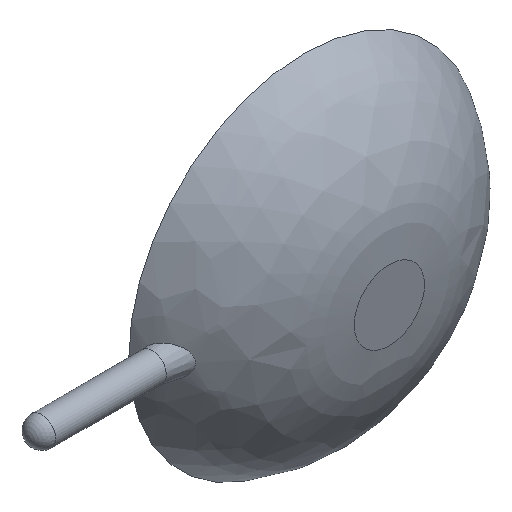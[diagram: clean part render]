
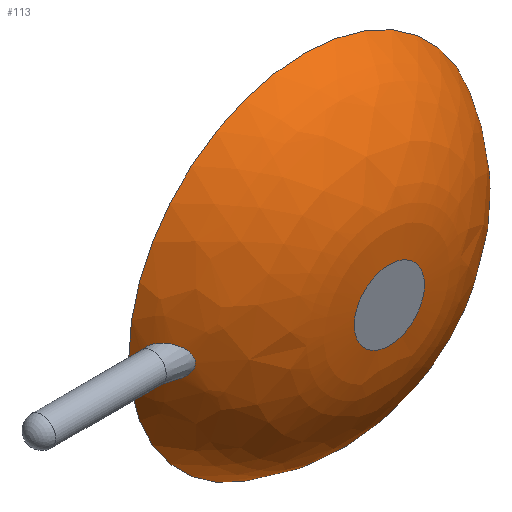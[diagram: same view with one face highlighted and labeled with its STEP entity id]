
A CAD part, isometric view. The second image highlights one B-rep face of the part: STEP entity #113.
In plain terms, the highlighted free-form (B-spline) face has degree [2, 2] with [3, 9] control points.
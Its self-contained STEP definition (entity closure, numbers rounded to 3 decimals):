
#16=(
BOUNDED_CURVE()
B_SPLINE_CURVE(2,(#264,#265,#266),.UNSPECIFIED.,.F.,.F.)
B_SPLINE_CURVE_WITH_KNOTS((3,3),(0.483,1.571),
 .UNSPECIFIED.)
CURVE()
GEOMETRIC_REPRESENTATION_ITEM()
RATIONAL_B_SPLINE_CURVE((1.,0.856,1.))
REPRESENTATION_ITEM($)
);
#18=(
BOUNDED_SURFACE()
B_SPLINE_SURFACE(2,2,((#230,#231,#232,#233,#234,#235,#236,#237,#238),(#239,
#240,#241,#242,#243,#244,#245,#246,#247),(#248,#249,#250,#251,#252,#253,
#254,#255,#256)),.UNSPECIFIED.,.F.,.T.,.F.)
B_SPLINE_SURFACE_WITH_KNOTS((3,3),(3,2,2,2,3),(-1.571,-0.483),
(-3.142,-1.571,0.,1.571,3.142),
 .UNSPECIFIED.)
GEOMETRIC_REPRESENTATION_ITEM()
RATIONAL_B_SPLINE_SURFACE(((1.,0.707,1.,0.707,1.,
0.707,1.,0.707,1.),(0.856,0.605,
0.856,0.605,0.856,0.605,
0.856,0.605,0.856),(1.,0.707,
1.,0.707,1.,0.707,1.,0.707,1.)))
REPRESENTATION_ITEM($)
SURFACE()
);
#22=FACE_BOUND($,#37,.T.);
#23=FACE_BOUND($,#38,.T.);
#37=EDGE_LOOP($,(#88,#89));
#38=EDGE_LOOP($,(#90,#91,#92,#93,#94,#95));
#48=CIRCLE($,#127,200.);
#49=CIRCLE($,#128,200.);
#50=CIRCLE($,#129,40.);
#51=CIRCLE($,#130,40.);
#55=B_SPLINE_CURVE_WITH_KNOTS($,3,(#176,#177,#178,#179,#180,#181,#182,#183,
#184,#185,#186,#187,#188,#189,#190,#191,#192,#193,#194,#195,#196,#197,#198,
#199,#200,#201,#202,#203,#204,#205,#206,#207,#208,#209,#210,#211,#212,#213,
#214,#215,#216,#217,#218,#219),.UNSPECIFIED.,.F.,.F.,(4,2,2,2,2,2,2,2,2,
2,2,2,2,2,2,2,2,2,2,2,2,4),(-12.317,-12.007,-11.486,
-10.757,-9.954,-8.813,-7.911,
-7.256,-6.772,-6.418,-6.259,
-6.142,-6.02,-5.839,-5.394,
-4.766,-3.882,-2.743,-1.825,
-1.114,-0.553,0.),.UNSPECIFIED.);
#56=B_SPLINE_CURVE_WITH_KNOTS($,3,(#257,#258,#259,#260,#261,#262),
 .UNSPECIFIED.,.F.,.F.,(4,2,4),(-0.717,-0.364,0.),
 .UNSPECIFIED.);
#57=VERTEX_POINT($,#174);
#58=VERTEX_POINT($,#175);
#61=VERTEX_POINT($,#226);
#62=VERTEX_POINT($,#227);
#63=VERTEX_POINT($,#263);
#64=VERTEX_POINT($,#267);
#68=EDGE_CURVE($,#57,#58,#55,.T.);
#72=EDGE_CURVE($,#61,#62,#48,.T.);
#73=EDGE_CURVE($,#62,#61,#49,.T.);
#74=EDGE_CURVE($,#58,#57,#56,.T.);
#75=EDGE_CURVE($,#62,#63,#16,.T.);
#76=EDGE_CURVE($,#63,#64,#50,.T.);
#77=EDGE_CURVE($,#64,#63,#51,.T.);
#88=ORIENTED_EDGE($,*,*,#68,.T.);
#89=ORIENTED_EDGE($,*,*,#74,.T.);
#90=ORIENTED_EDGE($,*,*,#72,.F.);
#91=ORIENTED_EDGE($,*,*,#73,.F.);
#92=ORIENTED_EDGE($,*,*,#75,.T.);
#93=ORIENTED_EDGE($,*,*,#76,.T.);
#94=ORIENTED_EDGE($,*,*,#77,.T.);
#95=ORIENTED_EDGE($,*,*,#75,.F.);
#113=ADVANCED_FACE($,(#22,#23),#18,.F.);
#127=AXIS2_PLACEMENT_3D($,#228,#150,#151);
#128=AXIS2_PLACEMENT_3D($,#229,#152,#153);
#129=AXIS2_PLACEMENT_3D($,#268,#154,#155);
#130=AXIS2_PLACEMENT_3D($,#269,#156,#157);
#150=DIRECTION('center_axis',(0.,1.,0.));
#151=DIRECTION('ref_axis',(-1.,0.,0.));
#152=DIRECTION('center_axis',(0.,1.,0.));
#153=DIRECTION('ref_axis',(-1.,0.,0.));
#154=DIRECTION('center_axis',(0.,1.,0.));
#155=DIRECTION('ref_axis',(-1.,0.,0.));
#156=DIRECTION('center_axis',(0.,1.,0.));
#157=DIRECTION('ref_axis',(-1.,0.,0.));
#174=CARTESIAN_POINT('',(-196.,89.605,3.533));
#175=CARTESIAN_POINT('',(-196.,89.605,-3.533));
#176=CARTESIAN_POINT('Ctrl Pts',(-196.,89.605,3.533));
#177=CARTESIAN_POINT('Ctrl Pts',(-195.864,89.403,4.536));
#178=CARTESIAN_POINT('Ctrl Pts',(-195.671,89.117,5.509));
#179=CARTESIAN_POINT('Ctrl Pts',(-195.016,88.148,8.017));
#180=CARTESIAN_POINT('Ctrl Pts',(-194.464,87.336,9.458));
#181=CARTESIAN_POINT('Ctrl Pts',(-192.88,85.029,12.541));
#182=CARTESIAN_POINT('Ctrl Pts',(-191.757,83.412,14.008));
#183=CARTESIAN_POINT('Ctrl Pts',(-189.14,79.719,16.393));
#184=CARTESIAN_POINT('Ctrl Pts',(-187.625,77.62,17.234));
#185=CARTESIAN_POINT('Ctrl Pts',(-183.813,72.466,18.342));
#186=CARTESIAN_POINT('Ctrl Pts',(-181.434,69.355,18.228));
#187=CARTESIAN_POINT('Ctrl Pts',(-177.287,64.122,16.75));
#188=CARTESIAN_POINT('Ctrl Pts',(-175.469,61.895,15.642));
#189=CARTESIAN_POINT('Ctrl Pts',(-172.617,58.49,12.948));
#190=CARTESIAN_POINT('Ctrl Pts',(-171.495,57.177,11.565));
#191=CARTESIAN_POINT('Ctrl Pts',(-169.844,55.274,8.733));
#192=CARTESIAN_POINT('Ctrl Pts',(-169.239,54.585,7.396));
#193=CARTESIAN_POINT('Ctrl Pts',(-168.447,53.689,4.877));
#194=CARTESIAN_POINT('Ctrl Pts',(-168.195,53.405,3.762));
#195=CARTESIAN_POINT('Ctrl Pts',(-167.972,53.156,2.088));
#196=CARTESIAN_POINT('Ctrl Pts',(-167.924,53.101,1.564));
#197=CARTESIAN_POINT('Ctrl Pts',(-167.876,53.047,0.649));
#198=CARTESIAN_POINT('Ctrl Pts',(-167.867,53.037,0.261));
#199=CARTESIAN_POINT('Ctrl Pts',(-167.872,53.043,-0.532));
#200=CARTESIAN_POINT('Ctrl Pts',(-167.887,53.06,-0.935));
#201=CARTESIAN_POINT('Ctrl Pts',(-167.955,53.136,-1.935));
#202=CARTESIAN_POINT('Ctrl Pts',(-168.022,53.211,-2.527));
#203=CARTESIAN_POINT('Ctrl Pts',(-168.344,53.573,-4.551));
#204=CARTESIAN_POINT('Ctrl Pts',(-168.725,54.002,-5.919));
#205=CARTESIAN_POINT('Ctrl Pts',(-169.924,55.365,-8.993));
#206=CARTESIAN_POINT('Ctrl Pts',(-170.847,56.424,-10.58));
#207=CARTESIAN_POINT('Ctrl Pts',(-173.345,59.347,-13.84));
#208=CARTESIAN_POINT('Ctrl Pts',(-175.042,61.376,-15.301));
#209=CARTESIAN_POINT('Ctrl Pts',(-179.051,66.314,-17.629));
#210=CARTESIAN_POINT('Ctrl Pts',(-181.444,69.367,-18.232));
#211=CARTESIAN_POINT('Ctrl Pts',(-185.606,74.868,-17.977));
#212=CARTESIAN_POINT('Ctrl Pts',(-187.424,77.342,-17.381));
#213=CARTESIAN_POINT('Ctrl Pts',(-190.387,81.468,-15.389));
#214=CARTESIAN_POINT('Ctrl Pts',(-191.591,83.179,-14.204));
#215=CARTESIAN_POINT('Ctrl Pts',(-193.463,85.875,-11.503));
#216=CARTESIAN_POINT('Ctrl Pts',(-194.184,86.927,-10.119));
#217=CARTESIAN_POINT('Ctrl Pts',(-195.334,88.616,-7.015));
#218=CARTESIAN_POINT('Ctrl Pts',(-195.757,89.243,-5.326));
#219=CARTESIAN_POINT('Ctrl Pts',(-196.,89.605,-3.533));
#226=CARTESIAN_POINT('',(-200.,96.774,0.));
#227=CARTESIAN_POINT('',(0.,96.774,-200.));
#228=CARTESIAN_POINT('Origin',(0.,96.774,
0.));
#229=CARTESIAN_POINT('Origin',(0.,96.774,
0.));
#230=CARTESIAN_POINT('Ctrl Pts',(0.,0.,
-40.));
#231=CARTESIAN_POINT('Ctrl Pts',(-40.,0.,-40.));
#232=CARTESIAN_POINT('Ctrl Pts',(-40.,0.,0.));
#233=CARTESIAN_POINT('Ctrl Pts',(-40.,0.,40.));
#234=CARTESIAN_POINT('Ctrl Pts',(0.,0.,
40.));
#235=CARTESIAN_POINT('Ctrl Pts',(40.,0.,40.));
#236=CARTESIAN_POINT('Ctrl Pts',(40.,0.,0.));
#237=CARTESIAN_POINT('Ctrl Pts',(40.,0.,-40.));
#238=CARTESIAN_POINT('Ctrl Pts',(0.,0.,
-40.));
#239=CARTESIAN_POINT('Ctrl Pts',(0.,0.,
-149.266));
#240=CARTESIAN_POINT('Ctrl Pts',(-149.266,0.,
-149.266));
#241=CARTESIAN_POINT('Ctrl Pts',(-149.266,0.,
0.));
#242=CARTESIAN_POINT('Ctrl Pts',(-149.266,0.,
149.266));
#243=CARTESIAN_POINT('Ctrl Pts',(0.,0.,
149.266));
#244=CARTESIAN_POINT('Ctrl Pts',(149.266,0.,
149.266));
#245=CARTESIAN_POINT('Ctrl Pts',(149.266,0.,
0.));
#246=CARTESIAN_POINT('Ctrl Pts',(149.266,0.,
-149.266));
#247=CARTESIAN_POINT('Ctrl Pts',(0.,0.,
-149.266));
#248=CARTESIAN_POINT('Ctrl Pts',(0.,96.774,
-200.));
#249=CARTESIAN_POINT('Ctrl Pts',(-200.,96.774,-200.));
#250=CARTESIAN_POINT('Ctrl Pts',(-200.,96.774,0.));
#251=CARTESIAN_POINT('Ctrl Pts',(-200.,96.774,200.));
#252=CARTESIAN_POINT('Ctrl Pts',(0.,96.774,
200.));
#253=CARTESIAN_POINT('Ctrl Pts',(200.,96.774,200.));
#254=CARTESIAN_POINT('Ctrl Pts',(200.,96.774,0.));
#255=CARTESIAN_POINT('Ctrl Pts',(200.,96.774,-200.));
#256=CARTESIAN_POINT('Ctrl Pts',(0.,96.774,
-200.));
#257=CARTESIAN_POINT('Ctrl Pts',(-196.,89.605,-3.533));
#258=CARTESIAN_POINT('Ctrl Pts',(-196.17,89.862,-2.399));
#259=CARTESIAN_POINT('Ctrl Pts',(-196.259,89.996,-1.233));
#260=CARTESIAN_POINT('Ctrl Pts',(-196.265,90.004,1.156));
#261=CARTESIAN_POINT('Ctrl Pts',(-196.176,89.87,2.361));
#262=CARTESIAN_POINT('Ctrl Pts',(-196.,89.605,3.533));
#263=CARTESIAN_POINT('',(0.,0.,-40.));
#264=CARTESIAN_POINT('Ctrl Pts',(0.,96.774,
-200.));
#265=CARTESIAN_POINT('Ctrl Pts',(0.,0.,
-149.266));
#266=CARTESIAN_POINT('Ctrl Pts',(0.,0.,
-40.));
#267=CARTESIAN_POINT('',(-40.,0.,0.));
#268=CARTESIAN_POINT('Origin',(0.,0.,
0.));
#269=CARTESIAN_POINT('Origin',(0.,0.,
0.));
